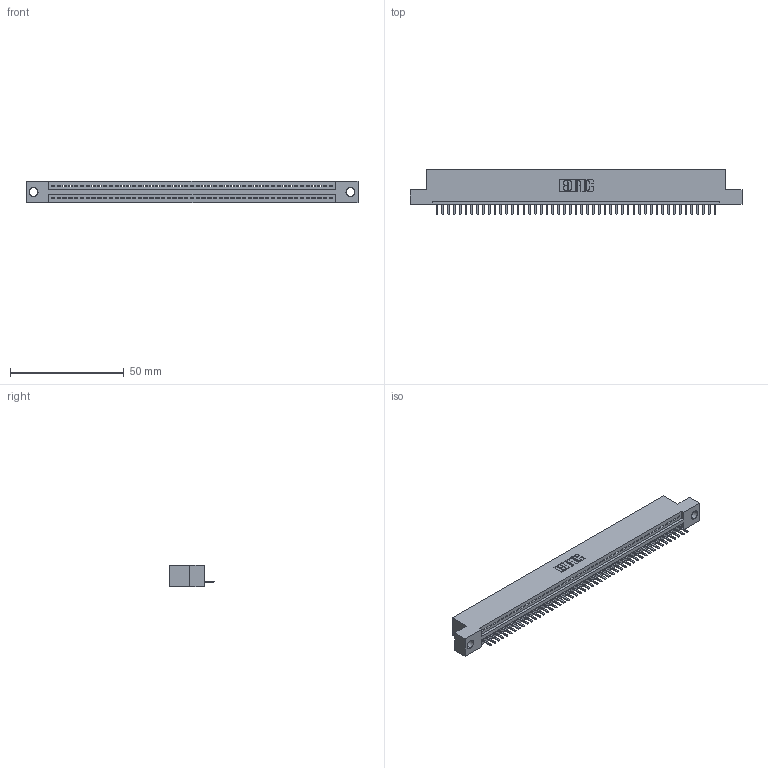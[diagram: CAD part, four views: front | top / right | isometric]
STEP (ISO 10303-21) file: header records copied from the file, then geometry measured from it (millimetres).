
FILE_DESCRIPTION (( 'STEP AP203' ), '1' );
FILE_NAME ('345-049-520-104.STEP', '2018-09-12T13:01:37', ( '' ), ( '' ), 'SwSTEP 2.0', 'SolidWorks 2016', '' );
FILE_SCHEMA (( 'CONFIG_CONTROL_DESIGN' ));
Length unit declared in the file: inch
Products named in the file (3): 345 Part_Flush Mounting Lugs - 0.156 Dia-TH; 345-292-001_345-293-120; 345-049-520-104
Assembly tree (50 placements, depth 2):
  345-049-520-104
    345 Part_Flush Mounting Lugs - 0.156 Dia-TH
    345-292-001_345-293-120  x49
Bounding box: 145.67 x 19.68 x 9.4 mm (x, y, z)
Volume: 13664.3 mm3; surface area: 17601.4 mm2
Topology: 50 solids, 50 shells, 3164 faces, 9357 edges, 6106 vertices
Faces by surface type: plane 2138, cylinder 1026
Entity records: 36053 total; most frequent: CARTESIAN_POINT 6263, ORIENTED_EDGE 6234, DIRECTION 5447, EDGE_CURVE 3117, LINE 2785, VECTOR 2785, VERTEX_POINT 2074, AXIS2_PLACEMENT_3D 1331
